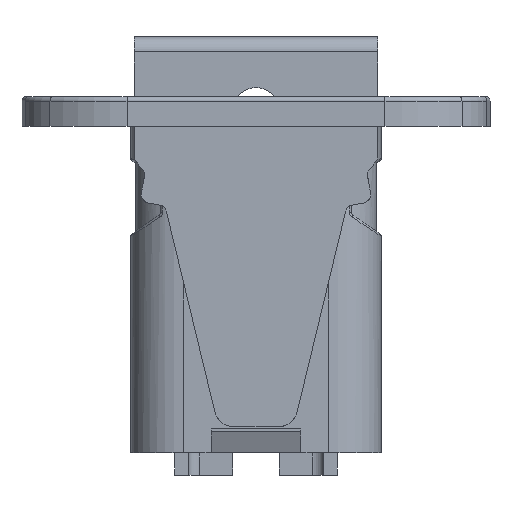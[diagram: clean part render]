
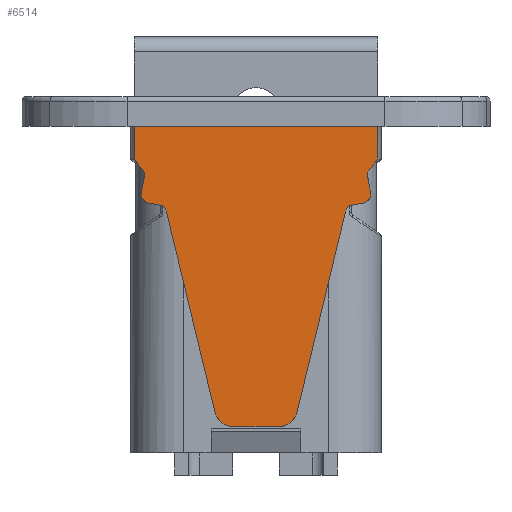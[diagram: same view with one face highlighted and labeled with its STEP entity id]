
A CAD part, front view. The second image highlights one B-rep face of the part: STEP entity #6514.
In plain terms, the highlighted planar face has unit normal (0, -1, 0).
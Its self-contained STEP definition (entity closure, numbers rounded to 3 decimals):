
#488=CARTESIAN_POINT('',(6.535,-4.45,16.046));
#489=DIRECTION('',(0.,1.,0.));
#490=DIRECTION('',(-0.972,0.,0.234));
#491=AXIS2_PLACEMENT_3D('',#488,#489,#490);
#503=CARTESIAN_POINT('',(7.6,-4.45,19.833));
#504=DIRECTION('',(0.,-1.,0.));
#505=DIRECTION('',(0.772,0.,-0.635));
#506=AXIS2_PLACEMENT_3D('',#503,#504,#505);
#508=DIRECTION('',(0.635,0.,0.772));
#509=VECTOR('',#508,0.687);
#510=CARTESIAN_POINT('',(7.589,-4.45,18.953));
#511=LINE('',#510,#509);
#512=DIRECTION('',(-0.183,0.,0.983));
#513=VECTOR('',#512,1.144);
#514=CARTESIAN_POINT('',(7.683,-4.45,17.379));
#515=LINE('',#514,#513);
#516=CARTESIAN_POINT('',(7.142,-4.45,17.278));
#517=DIRECTION('',(0.,-1.,0.));
#518=DIRECTION('',(0.183,0.,-0.983));
#519=AXIS2_PLACEMENT_3D('',#516,#517,#518);
#521=DIRECTION('',(0.983,0.,0.183));
#522=VECTOR('',#521,0.823);
#523=CARTESIAN_POINT('',(6.434,-4.45,16.586));
#524=LINE('',#523,#522);
#525=DIRECTION('',(0.234,0.,0.972));
#526=VECTOR('',#525,13.814);
#527=CARTESIAN_POINT('',(2.764,-4.45,2.745));
#528=LINE('',#527,#526);
#529=CARTESIAN_POINT('',(1.5,-4.45,3.05));
#530=DIRECTION('',(0.,-1.,0.));
#531=DIRECTION('',(0.,0.,-1.));
#532=AXIS2_PLACEMENT_3D('',#529,#530,#531);
#534=DIRECTION('',(1.,0.,0.));
#535=VECTOR('',#534,3.);
#536=CARTESIAN_POINT('',(-1.5,-4.45,1.75));
#537=LINE('',#536,#535);
#538=CARTESIAN_POINT('',(-1.5,-4.45,3.05));
#539=DIRECTION('',(0.,-1.,0.));
#540=DIRECTION('',(-0.972,0.,-0.234));
#541=AXIS2_PLACEMENT_3D('',#538,#539,#540);
#543=DIRECTION('',(0.234,0.,-0.972));
#544=VECTOR('',#543,13.814);
#545=CARTESIAN_POINT('',(-6.001,-4.45,16.174));
#546=LINE('',#545,#544);
#547=DIRECTION('',(-0.983,0.,0.183));
#548=VECTOR('',#547,0.823);
#549=CARTESIAN_POINT('',(-6.434,-4.45,16.586));
#550=LINE('',#549,#548);
#551=CARTESIAN_POINT('',(-7.142,-4.45,17.278));
#552=DIRECTION('',(0.,-1.,0.));
#553=DIRECTION('',(-0.983,0.,0.183));
#554=AXIS2_PLACEMENT_3D('',#551,#552,#553);
#556=DIRECTION('',(0.183,0.,0.983));
#557=VECTOR('',#556,1.144);
#558=CARTESIAN_POINT('',(-7.683,-4.45,17.379));
#559=LINE('',#558,#557);
#560=DIRECTION('',(0.635,0.,-0.772));
#561=VECTOR('',#560,0.687);
#562=CARTESIAN_POINT('',(-8.025,-4.45,19.484));
#563=LINE('',#562,#561);
#564=CARTESIAN_POINT('',(-7.6,-4.45,19.833));
#565=DIRECTION('',(0.,-1.,0.));
#566=DIRECTION('',(-1.,0.,0.));
#567=AXIS2_PLACEMENT_3D('',#564,#565,#566);
#569=DIRECTION('',(0.,0.,-1.));
#570=VECTOR('',#569,2.017);
#571=CARTESIAN_POINT('',(-8.15,-4.45,21.85));
#572=LINE('',#571,#570);
#573=DIRECTION('',(0.,0.,1.));
#574=VECTOR('',#573,2.017);
#575=CARTESIAN_POINT('',(8.15,-4.45,19.833));
#576=LINE('',#575,#574);
#582=CARTESIAN_POINT('',(8.014,-4.45,18.604));
#583=DIRECTION('',(0.,1.,0.));
#584=DIRECTION('',(-0.983,0.,-0.183));
#585=AXIS2_PLACEMENT_3D('',#582,#583,#584);
#1594=DIRECTION('',(-1.,0.,0.));
#1595=VECTOR('',#1594,16.3);
#1596=CARTESIAN_POINT('',(8.15,-4.45,21.85));
#1597=LINE('',#1596,#1595);
#2609=CARTESIAN_POINT('',(-6.535,-4.45,16.046));
#2610=DIRECTION('',(0.,1.,0.));
#2611=DIRECTION('',(0.183,0.,0.983));
#2612=AXIS2_PLACEMENT_3D('',#2609,#2610,#2611);
#2739=CARTESIAN_POINT('',(-8.014,-4.45,18.604));
#2740=DIRECTION('',(0.,1.,0.));
#2741=DIRECTION('',(0.772,0.,0.635));
#2742=AXIS2_PLACEMENT_3D('',#2739,#2740,#2741);
#5041=CARTESIAN_POINT('',(-1.5,-4.45,1.75));
#5042=CARTESIAN_POINT('',(1.5,-4.45,1.75));
#5043=VERTEX_POINT('',#5041);
#5044=VERTEX_POINT('',#5042);
#5063=CARTESIAN_POINT('',(2.764,-4.45,2.745));
#5064=VERTEX_POINT('',#5063);
#5066=CARTESIAN_POINT('',(-2.764,-4.45,2.745));
#5067=VERTEX_POINT('',#5066);
#5475=CARTESIAN_POINT('',(8.15,-4.45,21.85));
#5476=CARTESIAN_POINT('',(-8.15,-4.45,21.85));
#5477=VERTEX_POINT('',#5475);
#5478=VERTEX_POINT('',#5476);
#5716=CARTESIAN_POINT('',(6.001,-4.45,16.174));
#5718=VERTEX_POINT('',#5716);
#5720=CARTESIAN_POINT('',(6.434,-4.45,16.586));
#5722=VERTEX_POINT('',#5720);
#5727=CARTESIAN_POINT('',(7.589,-4.45,18.953));
#5729=VERTEX_POINT('',#5727);
#5731=CARTESIAN_POINT('',(7.473,-4.45,18.503));
#5733=VERTEX_POINT('',#5731);
#5754=CARTESIAN_POINT('',(-7.589,-4.45,18.953));
#5756=VERTEX_POINT('',#5754);
#5758=CARTESIAN_POINT('',(-7.473,-4.45,18.503));
#5760=VERTEX_POINT('',#5758);
#5763=CARTESIAN_POINT('',(-6.001,-4.45,16.174));
#5765=VERTEX_POINT('',#5763);
#5767=CARTESIAN_POINT('',(-6.434,-4.45,16.586));
#5769=VERTEX_POINT('',#5767);
#5802=CARTESIAN_POINT('',(8.025,-4.45,19.484));
#5803=VERTEX_POINT('',#5802);
#5804=CARTESIAN_POINT('',(8.15,-4.45,19.833));
#5805=VERTEX_POINT('',#5804);
#5814=CARTESIAN_POINT('',(7.243,-4.45,16.737));
#5816=VERTEX_POINT('',#5814);
#5818=CARTESIAN_POINT('',(7.683,-4.45,17.379));
#5819=VERTEX_POINT('',#5818);
#5834=CARTESIAN_POINT('',(-8.15,-4.45,19.833));
#5835=VERTEX_POINT('',#5834);
#5836=CARTESIAN_POINT('',(-8.025,-4.45,19.484));
#5837=VERTEX_POINT('',#5836);
#5846=CARTESIAN_POINT('',(-7.683,-4.45,17.379));
#5847=CARTESIAN_POINT('',(-7.243,-4.45,16.737));
#5848=VERTEX_POINT('',#5846);
#5849=VERTEX_POINT('',#5847);
#6469=CARTESIAN_POINT('',(0.,-4.45,1.9));
#6470=DIRECTION('',(0.,-1.,0.));
#6471=DIRECTION('',(1.,0.,0.));
#6472=AXIS2_PLACEMENT_3D('',#6469,#6470,#6471);
#6473=PLANE('',#6472);
#6474=ORIENTED_EDGE('',*,*,#6346,.F.);
#6475=ORIENTED_EDGE('',*,*,#6377,.F.);
#6477=ORIENTED_EDGE('',*,*,#6476,.F.);
#6479=ORIENTED_EDGE('',*,*,#6478,.F.);
#6481=ORIENTED_EDGE('',*,*,#6480,.F.);
#6483=ORIENTED_EDGE('',*,*,#6482,.F.);
#6484=ORIENTED_EDGE('',*,*,#6460,.F.);
#6485=ORIENTED_EDGE('',*,*,#6433,.F.);
#6486=ORIENTED_EDGE('',*,*,#6131,.F.);
#6487=ORIENTED_EDGE('',*,*,#6023,.F.);
#6489=ORIENTED_EDGE('',*,*,#6488,.F.);
#6491=ORIENTED_EDGE('',*,*,#6490,.F.);
#6493=ORIENTED_EDGE('',*,*,#6492,.F.);
#6495=ORIENTED_EDGE('',*,*,#6494,.T.);
#6497=ORIENTED_EDGE('',*,*,#6496,.F.);
#6499=ORIENTED_EDGE('',*,*,#6498,.T.);
#6501=ORIENTED_EDGE('',*,*,#6500,.F.);
#6503=ORIENTED_EDGE('',*,*,#6502,.F.);
#6505=ORIENTED_EDGE('',*,*,#6504,.F.);
#6507=ORIENTED_EDGE('',*,*,#6506,.F.);
#6509=ORIENTED_EDGE('',*,*,#6508,.F.);
#6511=ORIENTED_EDGE('',*,*,#6510,.F.);
#6512=EDGE_LOOP('',(#6474,#6475,#6477,#6479,#6481,#6483,#6484,#6485,#6486,#6487,
#6489,#6491,#6493,#6495,#6497,#6499,#6501,#6503,#6505,#6507,#6509,#6511));
#6513=FACE_OUTER_BOUND('',#6512,.F.);
#6514=ADVANCED_FACE('',(#6513),#6473,.T.);
#492=CIRCLE('',#491,0.55);
#507=CIRCLE('',#506,0.55);
#520=CIRCLE('',#519,0.55);
#533=CIRCLE('',#532,1.3);
#542=CIRCLE('',#541,1.3);
#555=CIRCLE('',#554,0.55);
#568=CIRCLE('',#567,0.55);
#586=CIRCLE('',#585,0.55);
#2613=CIRCLE('',#2612,0.55);
#2743=CIRCLE('',#2742,0.55);
#6023=EDGE_CURVE('',#5043,#5044,#537,.T.);
#6131=EDGE_CURVE('',#5044,#5064,#533,.T.);
#6346=EDGE_CURVE('',#5803,#5805,#507,.T.);
#6377=EDGE_CURVE('',#5729,#5803,#511,.T.);
#6433=EDGE_CURVE('',#5064,#5718,#528,.T.);
#6460=EDGE_CURVE('',#5718,#5722,#492,.T.);
#6476=EDGE_CURVE('',#5733,#5729,#586,.T.);
#6478=EDGE_CURVE('',#5819,#5733,#515,.T.);
#6480=EDGE_CURVE('',#5816,#5819,#520,.T.);
#6482=EDGE_CURVE('',#5722,#5816,#524,.T.);
#6488=EDGE_CURVE('',#5067,#5043,#542,.T.);
#6490=EDGE_CURVE('',#5765,#5067,#546,.T.);
#6492=EDGE_CURVE('',#5769,#5765,#2613,.T.);
#6494=EDGE_CURVE('',#5769,#5849,#550,.T.);
#6496=EDGE_CURVE('',#5848,#5849,#555,.T.);
#6498=EDGE_CURVE('',#5848,#5760,#559,.T.);
#6500=EDGE_CURVE('',#5756,#5760,#2743,.T.);
#6502=EDGE_CURVE('',#5837,#5756,#563,.T.);
#6504=EDGE_CURVE('',#5835,#5837,#568,.T.);
#6506=EDGE_CURVE('',#5478,#5835,#572,.T.);
#6508=EDGE_CURVE('',#5477,#5478,#1597,.T.);
#6510=EDGE_CURVE('',#5805,#5477,#576,.T.);
